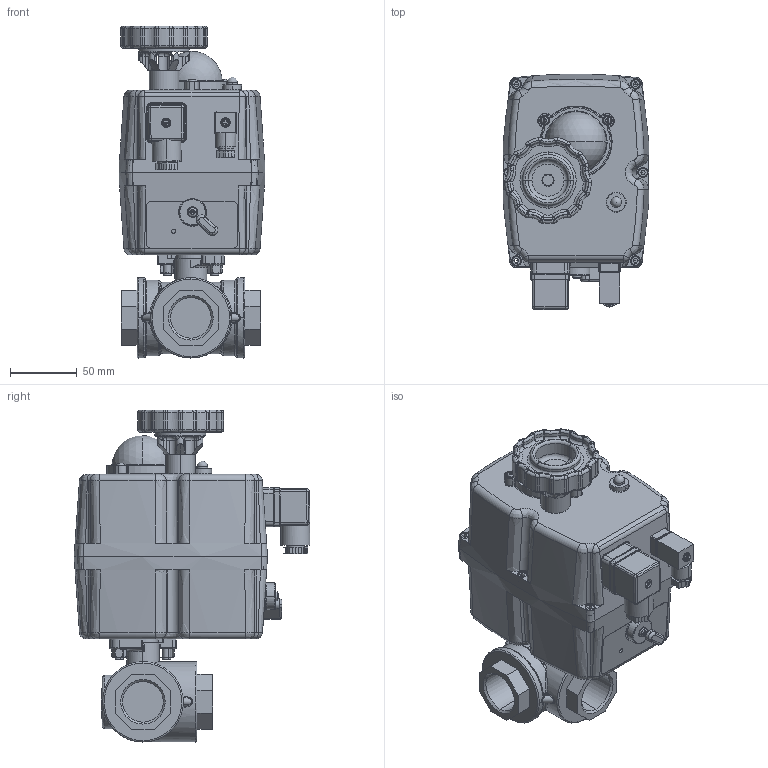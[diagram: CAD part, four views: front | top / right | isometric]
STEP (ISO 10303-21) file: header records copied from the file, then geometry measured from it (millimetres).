
FILE_DESCRIPTION (( 'STEP AP214' ), '1' );
FILE_NAME ('EK08000005_DN25.STEP', '2022-05-18T06:29:03', ( '' ), ( '' ), 'SwSTEP 2.0', 'SolidWorks 2021', '' );
FILE_SCHEMA (( 'AUTOMOTIVE_DESIGN' ));
Length unit declared in the file: metre
Products named in the file (1): EK08000005_DN25
Bounding box: 108.76 x 176.14 x 248 mm (x, y, z)
Surface area: 163670.2 mm2 (no closed solid volume)
Topology: 0 solids, 66 shells, 1645 faces, 4976 edges, 3268 vertices
Faces by surface type: cylinder 553, plane 423, torus 331, bspline 174, cone 137, sphere 27
Entity records: 101470 total; most frequent: CARTESIAN_POINT 40581, DIRECTION 9088, ORIENTED_EDGE 8341, EDGE_CURVE 4917, AXIS2_PLACEMENT_3D 3627, VERTEX_POINT 3267, CIRCLE 2155, VECTOR 1834
